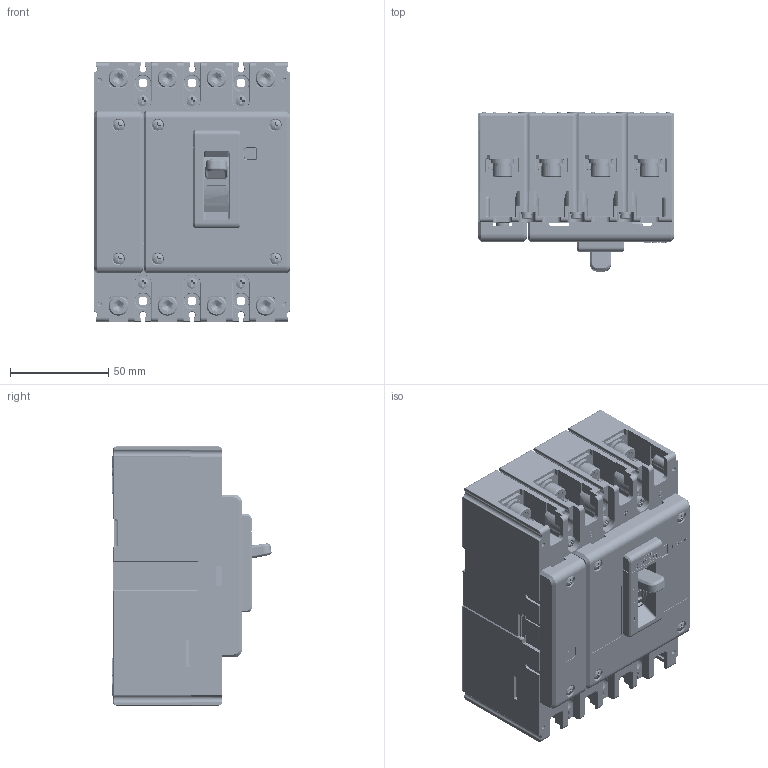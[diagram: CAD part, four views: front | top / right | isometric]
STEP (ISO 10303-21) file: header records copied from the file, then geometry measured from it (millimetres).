
FILE_DESCRIPTION((''),'2;1');
FILE_NAME('CDM3V-63C_4300A_63A_ASM_1_ASM','2021-06-09T',('hailiang.he'),(''),'PRO/ENGINEER BY PARAMETRIC TECHNOLOGY CORPORATION, 2015440','PRO/ENGINEER BY PARAMETRIC TECHNOLOGY CORPORATION, 2015440','');
FILE_SCHEMA(('CONFIG_CONTROL_DESIGN'));
Products named in the file (1): CDM3V-63C_4300A_63A_ASM_1_ASM
Bounding box: 100 x 81.14 x 132 mm (x, y, z)
Surface area: 225415.8 mm2 (no closed solid volume)
Topology: 0 solids, 86 shells, 8057 faces, 20928 edges, 12947 vertices
Faces by surface type: plane 3662, cylinder 2657, torus 726, sphere 351, cone 271, extrusion 211, bspline 179
Entity records: 257898 total; most frequent: CARTESIAN_POINT 62000, ORIENTED_EDGE 41134, DIRECTION 41007, EDGE_CURVE 20567, AXIS2_PLACEMENT_3D 14563, VERTEX_POINT 12947, VECTOR 11881, LINE 11670
